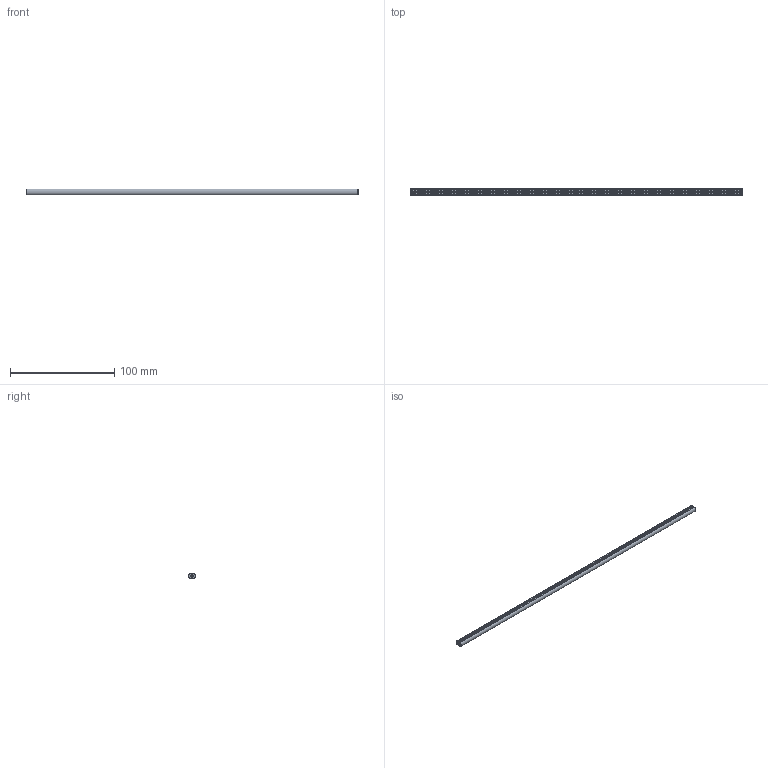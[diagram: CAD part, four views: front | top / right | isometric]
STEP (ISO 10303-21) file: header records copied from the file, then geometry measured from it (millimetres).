
FILE_DESCRIPTION(('FreeCAD Model'),'2;1');
FILE_NAME('Open CASCADE Shape Model','2024-06-18T17:32:26',(''),(''), 'Open CASCADE STEP processor 7.6','FreeCAD','Unknown');
FILE_SCHEMA(('AUTOMOTIVE_DESIGN { 1 0 10303 214 1 1 1 1 }'));
Length unit declared in the file: millimetre
Products named in the file (1): Shaft IDX BU25.50 - SPN-SFT-0222 (stemfie.org)
Bounding box: 318.75 x 6.6 x 5 mm (x, y, z)
Volume: 7275.8 mm3; surface area: 9142.5 mm2
Topology: 1 solids, 1 shells, 984 faces, 3067 edges, 1906 vertices
Faces by surface type: plane 313, cylinder 309, cone 208, extrusion 154
Full cylindrical faces by diameter (mm): 2 x307
Entity records: 35203 total; most frequent: CARTESIAN_POINT 6882, ORIENTED_EDGE 6134, DIRECTION 5825, EDGE_CURVE 3067, AXIS2_PLACEMENT_3D 2081, VERTEX_POINT 1906, VECTOR 1663, LINE 1509
